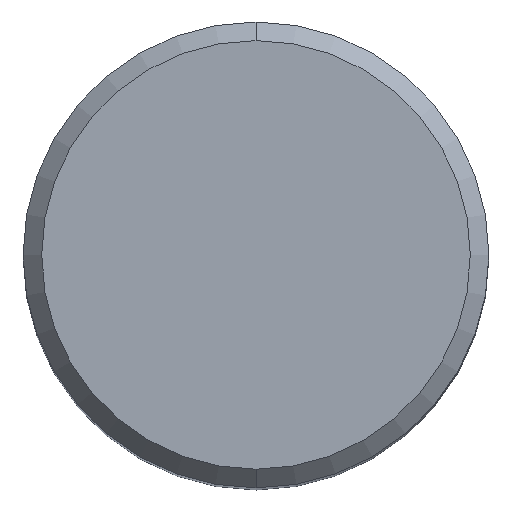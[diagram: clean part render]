
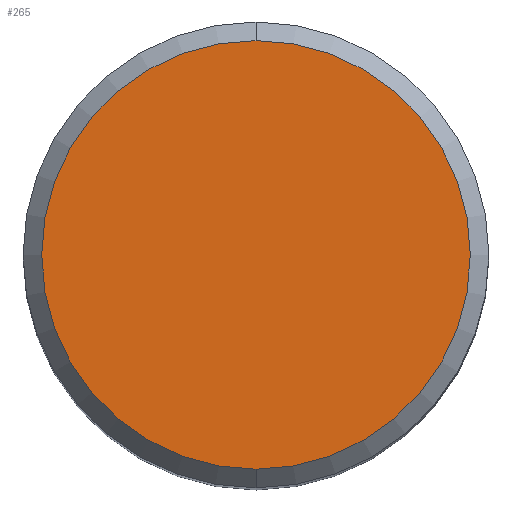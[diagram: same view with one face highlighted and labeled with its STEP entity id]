
A CAD part, top view. The second image highlights one B-rep face of the part: STEP entity #265.
In plain terms, the highlighted planar face has unit normal (0, 0, 1).
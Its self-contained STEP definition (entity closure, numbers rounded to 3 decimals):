
#209=EDGE_CURVE('',#255,#225,#524,.T.);
#225=VERTEX_POINT('',#541);
#255=VERTEX_POINT('',#577);
#265=ADVANCED_FACE('',(#591),#592,.T.);
#387=EDGE_CURVE('',#225,#255,#724,.T.);
#524=CIRCLE('',#877,11.5);
#541=CARTESIAN_POINT('',(0.0,11.5,0.0));
#577=CARTESIAN_POINT('',(0.,-11.5,0.0));
#591=FACE_OUTER_BOUND('',#1015,.T.);
#592=PLANE('',#1016);
#724=CIRCLE('',#1346,11.5);
#877=AXIS2_PLACEMENT_3D('',#1655,#1656,#1657);
#1015=EDGE_LOOP('',(#1752,#1753));
#1016=AXIS2_PLACEMENT_3D('',#1754,#1755,#1756);
#1346=AXIS2_PLACEMENT_3D('',#1895,#1896,#1897);
#1655=CARTESIAN_POINT('',(0.0,0.0,0.0));
#1656=DIRECTION('',(0.0,0.0,-1.0));
#1657=DIRECTION('',(0.0,1.0,0.0));
#1752=ORIENTED_EDGE('',*,*,#387,.F.);
#1753=ORIENTED_EDGE('',*,*,#209,.F.);
#1754=CARTESIAN_POINT('',(0.0,5.75,0.0));
#1755=DIRECTION('',(-0.0,0.0,1.0));
#1756=DIRECTION('',(0.0,-1.0,0.0));
#1895=CARTESIAN_POINT('',(0.0,0.0,0.0));
#1896=DIRECTION('',(0.0,0.0,-1.0));
#1897=DIRECTION('',(0.0,1.0,0.0));
